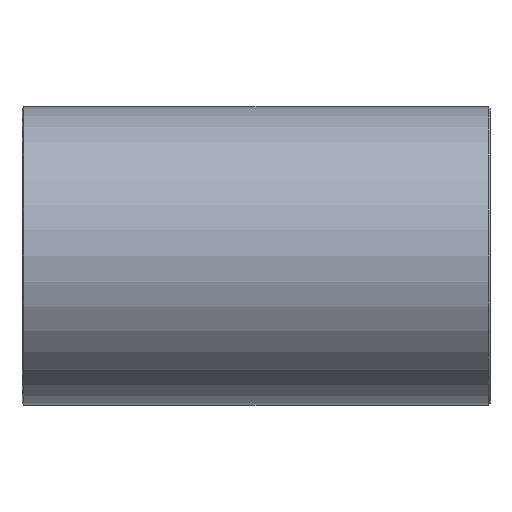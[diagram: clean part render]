
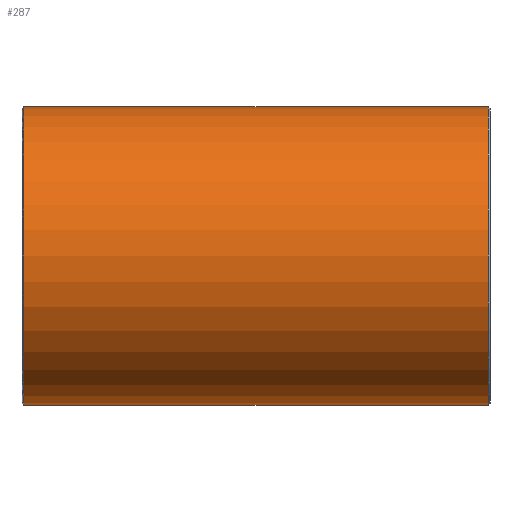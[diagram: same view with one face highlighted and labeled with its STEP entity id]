
A CAD part, front view. The second image highlights one B-rep face of the part: STEP entity #287.
In plain terms, the highlighted cylindrical face has radius 161.925 mm (diameter 323.85 mm), a partial arc.
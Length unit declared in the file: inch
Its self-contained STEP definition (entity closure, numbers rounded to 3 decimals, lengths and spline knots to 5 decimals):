
#185 = VERTEX_POINT ( 'NONE', #932 ) ;
#207 = CARTESIAN_POINT ( 'NONE',  ( 9.91667, 0., -6.375 ) ) ;
#225 = ORIENTED_EDGE ( 'NONE', *, *, #732, .T. ) ;
#274 = ORIENTED_EDGE ( 'NONE', *, *, #590, .T. ) ;
#285 = AXIS2_PLACEMENT_3D ( 'NONE', #507, #351, #580 ) ;
#287 = ADVANCED_FACE ( 'NONE', ( #619 ), #314, .T. ) ;
#295 = ORIENTED_EDGE ( 'NONE', *, *, #841, .F. ) ;
#314 = CYLINDRICAL_SURFACE ( 'NONE', #514, 6.375 ) ;
#351 = DIRECTION ( 'NONE',  ( 1., 0., 0. ) ) ;
#358 = DIRECTION ( 'NONE',  ( -1., 0., 0. ) ) ;
#379 = DIRECTION ( 'NONE',  ( 0., 0., 1. ) ) ;
#420 = LINE ( 'NONE', #935, #572 ) ;
#474 = CARTESIAN_POINT ( 'NONE',  ( 10., 0., 6.375 ) ) ;
#477 = CIRCLE ( 'NONE', #681, 6.375 ) ;
#481 = CIRCLE ( 'NONE', #285, 6.375 ) ;
#495 = CARTESIAN_POINT ( 'NONE',  ( 9.91667, 0., 0. ) ) ;
#507 = CARTESIAN_POINT ( 'NONE',  ( -9.91667, 0., 0. ) ) ;
#514 = AXIS2_PLACEMENT_3D ( 'NONE', #843, #521, #379 ) ;
#521 = DIRECTION ( 'NONE',  ( -1., 0., 0. ) ) ;
#524 = VECTOR ( 'NONE', #776, 39.37008 ) ;
#528 = LINE ( 'NONE', #474, #524 ) ;
#552 = EDGE_LOOP ( 'NONE', ( #295, #571, #274, #225 ) ) ;
#568 = DIRECTION ( 'NONE',  ( 0., 0., -1. ) ) ;
#571 = ORIENTED_EDGE ( 'NONE', *, *, #714, .T. ) ;
#572 = VECTOR ( 'NONE', #812, 39.37008 ) ;
#580 = DIRECTION ( 'NONE',  ( 0., 0., 1. ) ) ;
#590 = EDGE_CURVE ( 'NONE', #185, #894, #528, .T. ) ;
#619 = FACE_OUTER_BOUND ( 'NONE', #552, .T. ) ;
#681 = AXIS2_PLACEMENT_3D ( 'NONE', #495, #358, #568 ) ;
#714 = EDGE_CURVE ( 'NONE', #736, #185, #477, .T. ) ;
#732 = EDGE_CURVE ( 'NONE', #894, #862, #481, .T. ) ;
#736 = VERTEX_POINT ( 'NONE', #207 ) ;
#759 = CARTESIAN_POINT ( 'NONE',  ( -9.91667, 0., 6.375 ) ) ;
#776 = DIRECTION ( 'NONE',  ( -1., 0., 0. ) ) ;
#812 = DIRECTION ( 'NONE',  ( -1., 0., 0. ) ) ;
#841 = EDGE_CURVE ( 'NONE', #736, #862, #420, .T. ) ;
#843 = CARTESIAN_POINT ( 'NONE',  ( 10., 0., 0. ) ) ;
#862 = VERTEX_POINT ( 'NONE', #896 ) ;
#894 = VERTEX_POINT ( 'NONE', #759 ) ;
#896 = CARTESIAN_POINT ( 'NONE',  ( -9.91667, 0., -6.375 ) ) ;
#932 = CARTESIAN_POINT ( 'NONE',  ( 9.91667, 0., 6.375 ) ) ;
#935 = CARTESIAN_POINT ( 'NONE',  ( 10., 0., -6.375 ) ) ;
